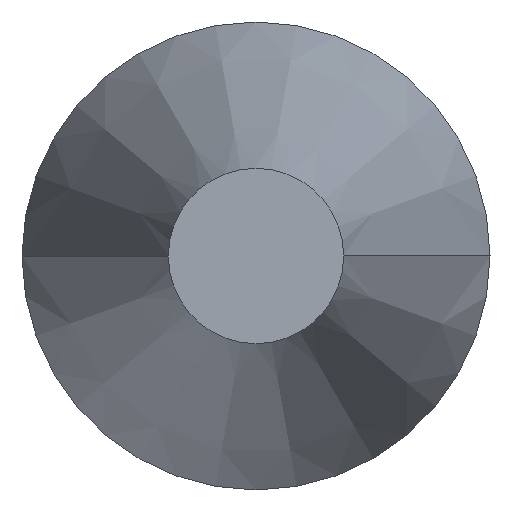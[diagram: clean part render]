
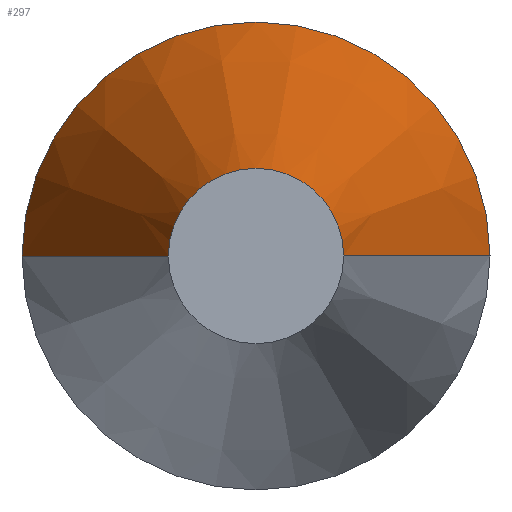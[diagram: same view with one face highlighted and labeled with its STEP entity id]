
A CAD part, front view. The second image highlights one B-rep face of the part: STEP entity #297.
In plain terms, the highlighted conical face has half-angle 15 degrees and reference radius 1.19 mm.
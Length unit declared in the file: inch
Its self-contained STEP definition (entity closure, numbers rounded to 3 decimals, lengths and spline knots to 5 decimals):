
#11 = VECTOR ( 'NONE', #257, 39.37008 ) ;
#17 = FACE_OUTER_BOUND ( 'NONE', #122, .T. ) ;
#35 = VERTEX_POINT ( 'NONE', #70 ) ;
#44 = EDGE_CURVE ( 'NONE', #160, #336, #298, .T. ) ;
#45 = CARTESIAN_POINT ( 'NONE',  ( 0., 0.5, 0. ) ) ;
#63 = CIRCLE ( 'NONE', #289, 0.125 ) ;
#64 = EDGE_CURVE ( 'NONE', #103, #35, #118, .T. ) ;
#70 = CARTESIAN_POINT ( 'NONE',  ( 0.125, 0.79166, 0. ) ) ;
#71 = EDGE_CURVE ( 'NONE', #336, #35, #63, .T. ) ;
#77 = CARTESIAN_POINT ( 'NONE',  ( -0.04685, 0.5, 0. ) ) ;
#102 = CIRCLE ( 'NONE', #237, 0.04685 ) ;
#103 = VERTEX_POINT ( 'NONE', #290 ) ;
#118 = LINE ( 'NONE', #346, #11 ) ;
#122 = EDGE_LOOP ( 'NONE', ( #299, #169, #246, #270 ) ) ;
#146 = DIRECTION ( 'NONE',  ( -1., 0., 0. ) ) ;
#148 = CARTESIAN_POINT ( 'NONE',  ( 0., 0.79166, 0. ) ) ;
#160 = VERTEX_POINT ( 'NONE', #77 ) ;
#169 = ORIENTED_EDGE ( 'NONE', *, *, #64, .T. ) ;
#175 = CARTESIAN_POINT ( 'NONE',  ( -0.125, 0.79166, 0. ) ) ;
#184 = AXIS2_PLACEMENT_3D ( 'NONE', #45, #340, #146 ) ;
#203 = DIRECTION ( 'NONE',  ( -0.259, 0.966, 0. ) ) ;
#212 = VECTOR ( 'NONE', #203, 39.37008 ) ;
#218 = EDGE_CURVE ( 'NONE', #160, #103, #102, .T. ) ;
#227 = DIRECTION ( 'NONE',  ( -1., 0., 0. ) ) ;
#234 = CARTESIAN_POINT ( 'NONE',  ( -0.04685, 0.5, 0. ) ) ;
#237 = AXIS2_PLACEMENT_3D ( 'NONE', #303, #335, #332 ) ;
#246 = ORIENTED_EDGE ( 'NONE', *, *, #71, .F. ) ;
#257 = DIRECTION ( 'NONE',  ( 0.259, 0.966, 0. ) ) ;
#260 = CONICAL_SURFACE ( 'NONE', #184, 0.04685, 0.262 ) ;
#270 = ORIENTED_EDGE ( 'NONE', *, *, #44, .F. ) ;
#289 = AXIS2_PLACEMENT_3D ( 'NONE', #148, #315, #227 ) ;
#290 = CARTESIAN_POINT ( 'NONE',  ( 0.04685, 0.5, 0. ) ) ;
#297 = ADVANCED_FACE ( 'NONE', ( #17 ), #260, .T. ) ;
#298 = LINE ( 'NONE', #234, #212 ) ;
#299 = ORIENTED_EDGE ( 'NONE', *, *, #218, .T. ) ;
#303 = CARTESIAN_POINT ( 'NONE',  ( 0., 0.5, 0. ) ) ;
#315 = DIRECTION ( 'NONE',  ( 0., 1., 0. ) ) ;
#332 = DIRECTION ( 'NONE',  ( -1., 0., 0. ) ) ;
#335 = DIRECTION ( 'NONE',  ( 0., 1., 0. ) ) ;
#336 = VERTEX_POINT ( 'NONE', #175 ) ;
#340 = DIRECTION ( 'NONE',  ( 0., 1., 0. ) ) ;
#346 = CARTESIAN_POINT ( 'NONE',  ( 0.04685, 0.5, 0. ) ) ;
